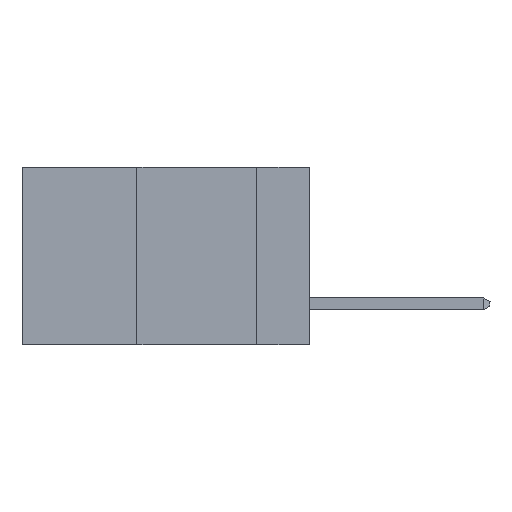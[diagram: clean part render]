
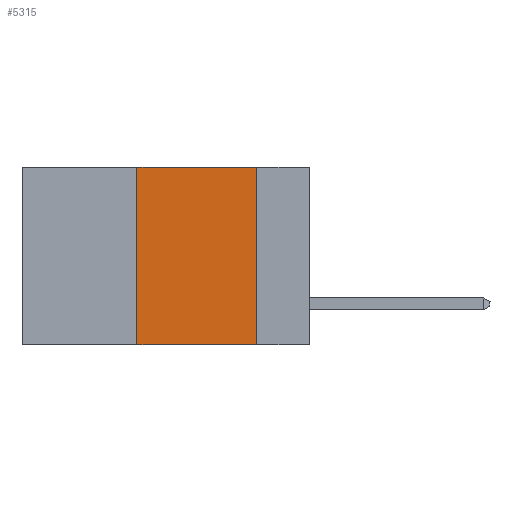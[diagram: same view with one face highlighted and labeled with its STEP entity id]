
A CAD part, left-side view. The second image highlights one B-rep face of the part: STEP entity #5315.
In plain terms, the highlighted planar face has unit normal (-1, 0, 0).
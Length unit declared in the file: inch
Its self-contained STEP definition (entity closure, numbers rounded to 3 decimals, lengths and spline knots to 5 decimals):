
#814 = DIRECTION ( 'NONE',  ( 1., 0., 0. ) ) ;
#1001 = LINE ( 'NONE', #13961, #34105 ) ;
#1377 = DIRECTION ( 'NONE',  ( 0., 0., -1. ) ) ;
#2564 = ORIENTED_EDGE ( 'NONE', *, *, #2939, .F. ) ;
#2939 = EDGE_CURVE ( 'NONE', #16271, #20114, #26092, .T. ) ;
#3030 = ORIENTED_EDGE ( 'NONE', *, *, #11334, .F. ) ;
#3524 = PLANE ( 'NONE',  #27532 ) ;
#5315 = ADVANCED_FACE ( 'NONE', ( #6914 ), #3524, .F. ) ;
#5496 = EDGE_LOOP ( 'NONE', ( #39525, #3030, #2564, #7830 ) ) ;
#5680 = VERTEX_POINT ( 'NONE', #10750 ) ;
#6697 = EDGE_CURVE ( 'NONE', #16271, #5680, #1001, .T. ) ;
#6914 = FACE_OUTER_BOUND ( 'NONE', #5496, .T. ) ;
#7830 = ORIENTED_EDGE ( 'NONE', *, *, #6697, .T. ) ;
#10641 = VECTOR ( 'NONE', #1377, 39.37008 ) ;
#10750 = CARTESIAN_POINT ( 'NONE',  ( 0., 0.11, -0.37 ) ) ;
#11334 = EDGE_CURVE ( 'NONE', #20114, #19974, #13574, .T. ) ;
#11632 = VECTOR ( 'NONE', #25780, 39.37008 ) ;
#12066 = EDGE_CURVE ( 'NONE', #19974, #5680, #37890, .T. ) ;
#13574 = LINE ( 'NONE', #30267, #11632 ) ;
#13961 = CARTESIAN_POINT ( 'NONE',  ( 0., 0.6, -0.37 ) ) ;
#14117 = CARTESIAN_POINT ( 'NONE',  ( 0., 0.36, 0. ) ) ;
#16271 = VERTEX_POINT ( 'NONE', #17735 ) ;
#16337 = CARTESIAN_POINT ( 'NONE',  ( 0., 0.6, 0. ) ) ;
#17735 = CARTESIAN_POINT ( 'NONE',  ( 0., 0.36, -0.37 ) ) ;
#19974 = VERTEX_POINT ( 'NONE', #34078 ) ;
#19977 = DIRECTION ( 'NONE',  ( 0., 0., 1. ) ) ;
#20114 = VERTEX_POINT ( 'NONE', #22875 ) ;
#22875 = CARTESIAN_POINT ( 'NONE',  ( 0., 0.36, 0. ) ) ;
#25780 = DIRECTION ( 'NONE',  ( 0., -1., 0. ) ) ;
#26092 = LINE ( 'NONE', #14117, #29538 ) ;
#26442 = DIRECTION ( 'NONE',  ( 0., 0., -1. ) ) ;
#27532 = AXIS2_PLACEMENT_3D ( 'NONE', #16337, #814, #26442 ) ;
#29538 = VECTOR ( 'NONE', #19977, 39.37008 ) ;
#30267 = CARTESIAN_POINT ( 'NONE',  ( 0., 0.6, 0. ) ) ;
#30434 = DIRECTION ( 'NONE',  ( 0., -1., 0. ) ) ;
#32142 = CARTESIAN_POINT ( 'NONE',  ( 0., 0.11, 0. ) ) ;
#34078 = CARTESIAN_POINT ( 'NONE',  ( 0., 0.11, 0. ) ) ;
#34105 = VECTOR ( 'NONE', #30434, 39.37008 ) ;
#37890 = LINE ( 'NONE', #32142, #10641 ) ;
#39525 = ORIENTED_EDGE ( 'NONE', *, *, #12066, .F. ) ;
